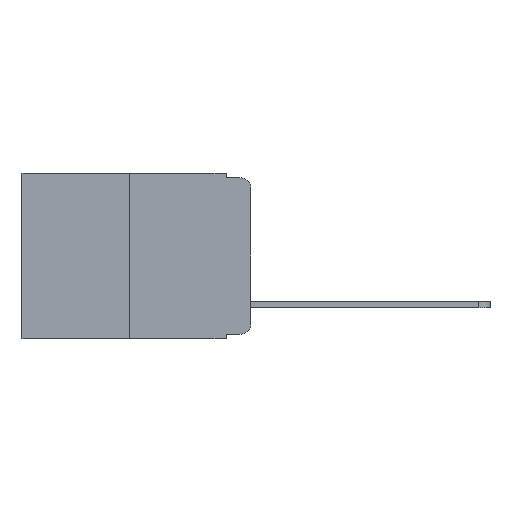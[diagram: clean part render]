
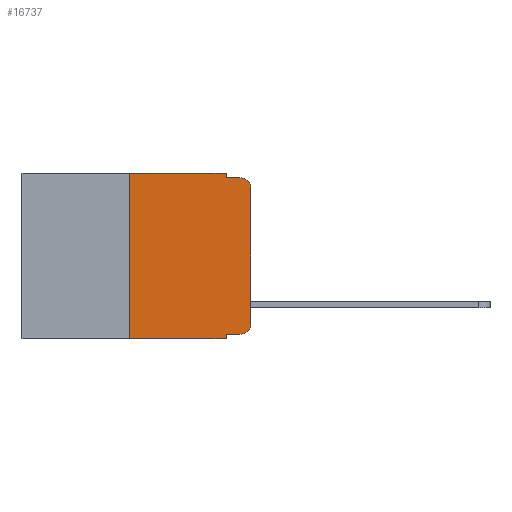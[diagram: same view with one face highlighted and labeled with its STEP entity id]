
A CAD part, left-side view. The second image highlights one B-rep face of the part: STEP entity #16737.
In plain terms, the highlighted planar face has unit normal (-1, 0, 0).
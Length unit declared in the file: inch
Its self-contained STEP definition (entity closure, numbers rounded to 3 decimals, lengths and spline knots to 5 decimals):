
#148 = EDGE_CURVE ( 'NONE', #149, #12658, #16385, .T. ) ;
#149 = VERTEX_POINT ( 'NONE', #6365 ) ;
#669 = EDGE_CURVE ( 'NONE', #6460, #13185, #15021, .T. ) ;
#1036 = VERTEX_POINT ( 'NONE', #10469 ) ;
#1879 = CARTESIAN_POINT ( 'NONE',  ( 0., 0., -0.03 ) ) ;
#2073 = DIRECTION ( 'NONE',  ( 0., 0., -1. ) ) ;
#2219 = CARTESIAN_POINT ( 'NONE',  ( 0., 0.473, 0. ) ) ;
#2243 = EDGE_CURVE ( 'NONE', #12874, #13185, #17172, .T. ) ;
#2378 = CIRCLE ( 'NONE', #7690, 0.02 ) ;
#2544 = EDGE_CURVE ( 'NONE', #15622, #12658, #11457, .T. ) ;
#2566 = EDGE_CURVE ( 'NONE', #16713, #149, #16943, .T. ) ;
#2739 = ORIENTED_EDGE ( 'NONE', *, *, #15878, .F. ) ;
#3142 = VECTOR ( 'NONE', #14279, 39.37008 ) ;
#3395 = CARTESIAN_POINT ( 'NONE',  ( 0., 0.02, -0.313 ) ) ;
#3470 = VECTOR ( 'NONE', #14269, 39.37008 ) ;
#3481 = CARTESIAN_POINT ( 'NONE',  ( 0., 0.051, 0. ) ) ;
#3715 = AXIS2_PLACEMENT_3D ( 'NONE', #2219, #7538, #6278 ) ;
#3748 = DIRECTION ( 'NONE',  ( 0., 0., -1. ) ) ;
#4645 = EDGE_CURVE ( 'NONE', #1036, #15622, #16701, .T. ) ;
#4962 = CARTESIAN_POINT ( 'NONE',  ( 0., 0.473, -0.343 ) ) ;
#4984 = FACE_OUTER_BOUND ( 'NONE', #13676, .T. ) ;
#5561 = DIRECTION ( 'NONE',  ( 0., 0., 1. ) ) ;
#6207 = PLANE ( 'NONE',  #3715 ) ;
#6278 = DIRECTION ( 'NONE',  ( 0., 0., -1. ) ) ;
#6365 = CARTESIAN_POINT ( 'NONE',  ( 0., 0.051, -0.01 ) ) ;
#6376 = DIRECTION ( 'NONE',  ( 0., -1., 0. ) ) ;
#6460 = VERTEX_POINT ( 'NONE', #13263 ) ;
#6555 = CARTESIAN_POINT ( 'NONE',  ( 0., 0.051, 0. ) ) ;
#7538 = DIRECTION ( 'NONE',  ( 1., 0., 0. ) ) ;
#7542 = EDGE_CURVE ( 'NONE', #15082, #16713, #16380, .T. ) ;
#7690 = AXIS2_PLACEMENT_3D ( 'NONE', #3395, #13151, #2073 ) ;
#7715 = EDGE_CURVE ( 'NONE', #11352, #1036, #2378, .T. ) ;
#8197 = ORIENTED_EDGE ( 'NONE', *, *, #2566, .F. ) ;
#8301 = CARTESIAN_POINT ( 'NONE',  ( 0., 0.02, -0.333 ) ) ;
#8441 = DIRECTION ( 'NONE',  ( 0., 0., -1. ) ) ;
#8456 = VECTOR ( 'NONE', #6376, 39.37008 ) ;
#8633 = ORIENTED_EDGE ( 'NONE', *, *, #7542, .F. ) ;
#8755 = CARTESIAN_POINT ( 'NONE',  ( 0., 0.051, -0.333 ) ) ;
#8898 = ORIENTED_EDGE ( 'NONE', *, *, #669, .T. ) ;
#9238 = CARTESIAN_POINT ( 'NONE',  ( 0., 0.02, -0.03 ) ) ;
#9247 = VECTOR ( 'NONE', #16361, 39.37008 ) ;
#9563 = ORIENTED_EDGE ( 'NONE', *, *, #13710, .T. ) ;
#9733 = ORIENTED_EDGE ( 'NONE', *, *, #4645, .T. ) ;
#9922 = CARTESIAN_POINT ( 'NONE',  ( 0., 0.051, -0.01 ) ) ;
#9990 = CARTESIAN_POINT ( 'NONE',  ( 0., 0., 0. ) ) ;
#10057 = ORIENTED_EDGE ( 'NONE', *, *, #2243, .F. ) ;
#10138 = ORIENTED_EDGE ( 'NONE', *, *, #2544, .T. ) ;
#10147 = VECTOR ( 'NONE', #8441, 39.37008 ) ;
#10418 = ORIENTED_EDGE ( 'NONE', *, *, #7715, .T. ) ;
#10469 = CARTESIAN_POINT ( 'NONE',  ( 0., 0., -0.313 ) ) ;
#11352 = VERTEX_POINT ( 'NONE', #8301 ) ;
#11457 = CIRCLE ( 'NONE', #15258, 0.02 ) ;
#11855 = VECTOR ( 'NONE', #15947, 39.37008 ) ;
#12658 = VERTEX_POINT ( 'NONE', #17802 ) ;
#12874 = VERTEX_POINT ( 'NONE', #13812 ) ;
#12908 = CARTESIAN_POINT ( 'NONE',  ( 0., 0.473, 0. ) ) ;
#13151 = DIRECTION ( 'NONE',  ( -1., 0., 0. ) ) ;
#13185 = VERTEX_POINT ( 'NONE', #17122 ) ;
#13263 = CARTESIAN_POINT ( 'NONE',  ( 0., 0.25, -0.343 ) ) ;
#13544 = VECTOR ( 'NONE', #5561, 39.37008 ) ;
#13676 = EDGE_LOOP ( 'NONE', ( #9733, #10138, #16573, #8197, #8633, #2739, #8898, #10057, #9563, #10418 ) ) ;
#13710 = EDGE_CURVE ( 'NONE', #12874, #11352, #16031, .T. ) ;
#13812 = CARTESIAN_POINT ( 'NONE',  ( 0., 0.051, -0.333 ) ) ;
#14269 = DIRECTION ( 'NONE',  ( 0., -1., 0. ) ) ;
#14279 = DIRECTION ( 'NONE',  ( 0., 0., 1. ) ) ;
#15021 = LINE ( 'NONE', #4962, #17884 ) ;
#15082 = VERTEX_POINT ( 'NONE', #17358 ) ;
#15258 = AXIS2_PLACEMENT_3D ( 'NONE', #9238, #17707, #3748 ) ;
#15337 = CARTESIAN_POINT ( 'NONE',  ( 0., 0.25, 0. ) ) ;
#15622 = VERTEX_POINT ( 'NONE', #1879 ) ;
#15792 = DIRECTION ( 'NONE',  ( 0., -1., 0. ) ) ;
#15878 = EDGE_CURVE ( 'NONE', #6460, #15082, #16404, .T. ) ;
#15947 = DIRECTION ( 'NONE',  ( 0., -1., 0. ) ) ;
#16031 = LINE ( 'NONE', #8755, #11855 ) ;
#16361 = DIRECTION ( 'NONE',  ( 0., 0., -1. ) ) ;
#16380 = LINE ( 'NONE', #12908, #3470 ) ;
#16385 = LINE ( 'NONE', #9922, #8456 ) ;
#16404 = LINE ( 'NONE', #15337, #13544 ) ;
#16573 = ORIENTED_EDGE ( 'NONE', *, *, #148, .F. ) ;
#16701 = LINE ( 'NONE', #9990, #3142 ) ;
#16713 = VERTEX_POINT ( 'NONE', #3481 ) ;
#16737 = ADVANCED_FACE ( 'NONE', ( #4984 ), #6207, .F. ) ;
#16943 = LINE ( 'NONE', #6555, #9247 ) ;
#16985 = CARTESIAN_POINT ( 'NONE',  ( 0., 0.051, 0. ) ) ;
#17122 = CARTESIAN_POINT ( 'NONE',  ( 0., 0.051, -0.343 ) ) ;
#17172 = LINE ( 'NONE', #16985, #10147 ) ;
#17358 = CARTESIAN_POINT ( 'NONE',  ( 0., 0.25, 0. ) ) ;
#17707 = DIRECTION ( 'NONE',  ( -1., 0., 0. ) ) ;
#17802 = CARTESIAN_POINT ( 'NONE',  ( 0., 0.02, -0.01 ) ) ;
#17884 = VECTOR ( 'NONE', #15792, 39.37008 ) ;
